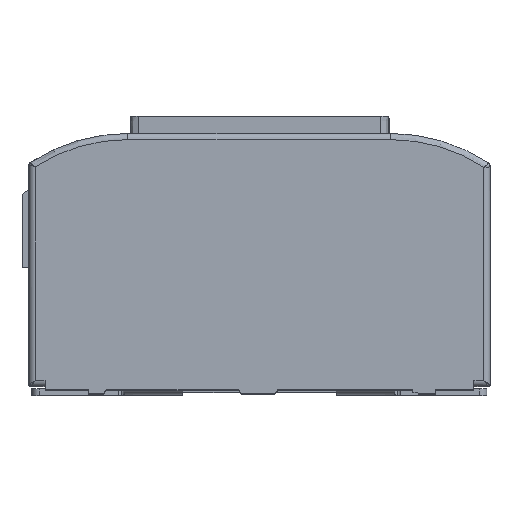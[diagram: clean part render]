
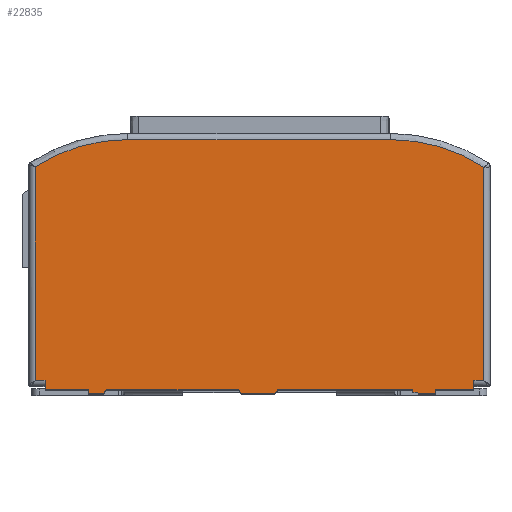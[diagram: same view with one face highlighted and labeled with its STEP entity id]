
A CAD part, top view. The second image highlights one B-rep face of the part: STEP entity #22835.
In plain terms, the highlighted face is planar.
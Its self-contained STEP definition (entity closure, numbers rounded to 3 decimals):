
#21075=CARTESIAN_POINT('',(136.7,-82.535,37.064));
#21076=DIRECTION('',(1.,0.,0.));
#21077=DIRECTION('',(0.,-0.544,-0.839));
#21078=AXIS2_PLACEMENT_3D('',#21075,#21076,#21077);
#21080=DIRECTION('',(0.,-1.,0.));
#21081=VECTOR('',#21080,6.5);
#21082=CARTESIAN_POINT('',(136.7,-136.747,82.134));
#21083=LINE('',#21082,#21081);
#21084=DIRECTION('',(0.,-1.,0.));
#21085=VECTOR('',#21084,24.75);
#21086=CARTESIAN_POINT('',(136.7,-111.997,88.134));
#21087=LINE('',#21086,#21085);
#21088=DIRECTION('',(0.,0.,-1.));
#21089=VECTOR('',#21088,2.8);
#21090=CARTESIAN_POINT('',(136.7,-111.997,90.934));
#21091=LINE('',#21090,#21089);
#21092=DIRECTION('',(0.,-1.,0.));
#21093=VECTOR('',#21092,11.5);
#21094=CARTESIAN_POINT('',(136.7,-100.497,90.934));
#21095=LINE('',#21094,#21093);
#21096=DIRECTION('',(0.,-0.581,0.814));
#21097=VECTOR('',#21096,1.229);
#21098=CARTESIAN_POINT('',(136.7,-99.783,89.934));
#21099=LINE('',#21098,#21097);
#21100=DIRECTION('',(0.,-1.,0.));
#21101=VECTOR('',#21100,2.661);
#21102=CARTESIAN_POINT('',(136.7,-97.122,89.934));
#21103=LINE('',#21102,#21101);
#21104=DIRECTION('',(0.,0.,1.));
#21105=VECTOR('',#21104,1.8);
#21106=CARTESIAN_POINT('',(136.7,-97.122,88.134));
#21107=LINE('',#21106,#21105);
#21108=DIRECTION('',(0.,-1.,0.));
#21109=VECTOR('',#21108,87.875);
#21110=CARTESIAN_POINT('',(136.7,-9.247,88.134));
#21111=LINE('',#21110,#21109);
#21112=DIRECTION('',(0.,-0.581,-0.814));
#21113=VECTOR('',#21112,3.441);
#21114=CARTESIAN_POINT('',(136.7,-7.247,90.934));
#21115=LINE('',#21114,#21113);
#21116=DIRECTION('',(0.,-1.,0.));
#21117=VECTOR('',#21116,21.7);
#21118=CARTESIAN_POINT('',(136.7,14.453,90.934));
#21119=LINE('',#21118,#21117);
#21120=DIRECTION('',(0.,-0.581,0.814));
#21121=VECTOR('',#21120,3.441);
#21122=CARTESIAN_POINT('',(136.7,16.453,88.134));
#21123=LINE('',#21122,#21121);
#21124=DIRECTION('',(0.,-1.,0.));
#21125=VECTOR('',#21124,85.8);
#21126=CARTESIAN_POINT('',(136.7,102.253,88.134));
#21127=LINE('',#21126,#21125);
#21128=DIRECTION('',(0.,-0.581,-0.814));
#21129=VECTOR('',#21128,3.441);
#21130=CARTESIAN_POINT('',(136.7,104.253,90.934));
#21131=LINE('',#21130,#21129);
#21132=DIRECTION('',(0.,-1.,0.));
#21133=VECTOR('',#21132,10.);
#21134=CARTESIAN_POINT('',(136.7,114.253,90.934));
#21135=LINE('',#21134,#21133);
#21136=DIRECTION('',(0.,0.,1.));
#21137=VECTOR('',#21136,2.8);
#21138=CARTESIAN_POINT('',(136.7,114.253,88.134));
#21139=LINE('',#21138,#21137);
#21140=DIRECTION('',(0.,-1.,0.));
#21141=VECTOR('',#21140,28.);
#21142=CARTESIAN_POINT('',(136.7,142.253,88.134));
#21143=LINE('',#21142,#21141);
#21144=DIRECTION('',(0.,-1.,0.));
#21145=VECTOR('',#21144,6.5);
#21146=CARTESIAN_POINT('',(136.7,148.752,82.134));
#21147=LINE('',#21146,#21145);
#21148=CARTESIAN_POINT('',(136.7,88.465,37.064));
#21149=DIRECTION('',(1.,0.,0.));
#21150=DIRECTION('',(0.,0.,-1.));
#21151=AXIS2_PLACEMENT_3D('',#21148,#21149,#21150);
#21153=DIRECTION('',(0.,1.,0.));
#21154=VECTOR('',#21153,171.);
#21155=CARTESIAN_POINT('',(136.7,-82.535,-74.548));
#21156=LINE('',#21155,#21154);
#21165=CARTESIAN_POINT('',(136.7,-143.248,-56.591));
#21278=DIRECTION('',(0.,0.,-1.));
#21279=VECTOR('',#21278,138.725);
#21280=CARTESIAN_POINT('',(136.7,-143.248,82.134));
#21281=LINE('',#21280,#21279);
#21377=DIRECTION('',(0.,0.,1.));
#21378=VECTOR('',#21377,138.999);
#21379=CARTESIAN_POINT('',(136.7,148.753,-56.865));
#21380=LINE('',#21379,#21378);
#21471=DIRECTION('',(0.,0.,1.));
#21472=VECTOR('',#21471,6.);
#21473=CARTESIAN_POINT('',(136.7,142.253,82.134));
#21474=LINE('',#21473,#21472);
#21535=DIRECTION('',(0.,0.,-1.));
#21536=VECTOR('',#21535,6.);
#21537=CARTESIAN_POINT('',(136.7,-136.747,88.134));
#21538=LINE('',#21537,#21536);
#22255=CARTESIAN_POINT('',(136.7,142.253,88.134));
#22256=CARTESIAN_POINT('',(136.7,114.253,88.134));
#22257=VERTEX_POINT('',#22255);
#22258=VERTEX_POINT('',#22256);
#22259=CARTESIAN_POINT('',(136.7,114.253,90.934));
#22260=VERTEX_POINT('',#22259);
#22261=CARTESIAN_POINT('',(136.7,104.253,90.934));
#22262=VERTEX_POINT('',#22261);
#22263=CARTESIAN_POINT('',(136.7,102.253,88.134));
#22264=VERTEX_POINT('',#22263);
#22265=CARTESIAN_POINT('',(136.7,16.453,88.134));
#22266=VERTEX_POINT('',#22265);
#22267=CARTESIAN_POINT('',(136.7,14.453,90.934));
#22268=VERTEX_POINT('',#22267);
#22269=CARTESIAN_POINT('',(136.7,-7.247,90.934));
#22270=VERTEX_POINT('',#22269);
#22271=CARTESIAN_POINT('',(136.7,-9.247,88.134));
#22272=VERTEX_POINT('',#22271);
#22273=CARTESIAN_POINT('',(136.7,-97.122,88.134));
#22274=VERTEX_POINT('',#22273);
#22275=CARTESIAN_POINT('',(136.7,-97.122,89.934));
#22276=VERTEX_POINT('',#22275);
#22277=CARTESIAN_POINT('',(136.7,-99.783,89.934));
#22278=VERTEX_POINT('',#22277);
#22279=CARTESIAN_POINT('',(136.7,-100.497,90.934));
#22280=VERTEX_POINT('',#22279);
#22281=CARTESIAN_POINT('',(136.7,-111.997,90.934));
#22282=VERTEX_POINT('',#22281);
#22283=CARTESIAN_POINT('',(136.7,-111.997,88.134));
#22284=VERTEX_POINT('',#22283);
#22285=CARTESIAN_POINT('',(136.7,-136.747,88.134));
#22286=VERTEX_POINT('',#22285);
#22291=CARTESIAN_POINT('',(136.7,148.752,82.134));
#22292=CARTESIAN_POINT('',(136.7,142.253,82.134));
#22293=VERTEX_POINT('',#22291);
#22294=VERTEX_POINT('',#22292);
#22299=CARTESIAN_POINT('',(136.7,88.465,-74.548));
#22300=CARTESIAN_POINT('',(136.7,148.753,-56.865));
#22301=VERTEX_POINT('',#22299);
#22302=VERTEX_POINT('',#22300);
#22303=CARTESIAN_POINT('',(136.7,-82.535,-74.548));
#22304=VERTEX_POINT('',#22303);
#22307=CARTESIAN_POINT('',(136.7,-136.747,82.134));
#22308=CARTESIAN_POINT('',(136.7,-143.248,82.134));
#22309=VERTEX_POINT('',#22307);
#22310=VERTEX_POINT('',#22308);
#22322=VERTEX_POINT('',#21165);
#22781=CARTESIAN_POINT('',(136.7,0.,0.));
#22782=DIRECTION('',(1.,0.,0.));
#22783=DIRECTION('',(0.,1.,0.));
#22784=AXIS2_PLACEMENT_3D('',#22781,#22782,#22783);
#22785=PLANE('',#22784);
#22787=ORIENTED_EDGE('',*,*,#22786,.F.);
#22789=ORIENTED_EDGE('',*,*,#22788,.F.);
#22790=ORIENTED_EDGE('',*,*,#22771,.F.);
#22792=ORIENTED_EDGE('',*,*,#22791,.F.);
#22794=ORIENTED_EDGE('',*,*,#22793,.F.);
#22796=ORIENTED_EDGE('',*,*,#22795,.F.);
#22798=ORIENTED_EDGE('',*,*,#22797,.F.);
#22800=ORIENTED_EDGE('',*,*,#22799,.F.);
#22802=ORIENTED_EDGE('',*,*,#22801,.F.);
#22804=ORIENTED_EDGE('',*,*,#22803,.F.);
#22806=ORIENTED_EDGE('',*,*,#22805,.F.);
#22808=ORIENTED_EDGE('',*,*,#22807,.F.);
#22810=ORIENTED_EDGE('',*,*,#22809,.F.);
#22812=ORIENTED_EDGE('',*,*,#22811,.F.);
#22814=ORIENTED_EDGE('',*,*,#22813,.F.);
#22816=ORIENTED_EDGE('',*,*,#22815,.F.);
#22818=ORIENTED_EDGE('',*,*,#22817,.F.);
#22820=ORIENTED_EDGE('',*,*,#22819,.F.);
#22822=ORIENTED_EDGE('',*,*,#22821,.F.);
#22824=ORIENTED_EDGE('',*,*,#22823,.F.);
#22826=ORIENTED_EDGE('',*,*,#22825,.F.);
#22828=ORIENTED_EDGE('',*,*,#22827,.F.);
#22830=ORIENTED_EDGE('',*,*,#22829,.F.);
#22832=ORIENTED_EDGE('',*,*,#22831,.F.);
#22833=EDGE_LOOP('',(#22787,#22789,#22790,#22792,#22794,#22796,#22798,#22800,
#22802,#22804,#22806,#22808,#22810,#22812,#22814,#22816,#22818,#22820,#22822,
#22824,#22826,#22828,#22830,#22832));
#22834=FACE_OUTER_BOUND('',#22833,.F.);
#21079=CIRCLE('',#21078,111.612);
#21152=CIRCLE('',#21151,111.612);
#22771=EDGE_CURVE('',#22309,#22310,#21083,.T.);
#22786=EDGE_CURVE('',#22322,#22304,#21079,.T.);
#22788=EDGE_CURVE('',#22310,#22322,#21281,.T.);
#22791=EDGE_CURVE('',#22286,#22309,#21538,.T.);
#22793=EDGE_CURVE('',#22284,#22286,#21087,.T.);
#22795=EDGE_CURVE('',#22282,#22284,#21091,.T.);
#22797=EDGE_CURVE('',#22280,#22282,#21095,.T.);
#22799=EDGE_CURVE('',#22278,#22280,#21099,.T.);
#22801=EDGE_CURVE('',#22276,#22278,#21103,.T.);
#22803=EDGE_CURVE('',#22274,#22276,#21107,.T.);
#22805=EDGE_CURVE('',#22272,#22274,#21111,.T.);
#22807=EDGE_CURVE('',#22270,#22272,#21115,.T.);
#22809=EDGE_CURVE('',#22268,#22270,#21119,.T.);
#22811=EDGE_CURVE('',#22266,#22268,#21123,.T.);
#22813=EDGE_CURVE('',#22264,#22266,#21127,.T.);
#22815=EDGE_CURVE('',#22262,#22264,#21131,.T.);
#22817=EDGE_CURVE('',#22260,#22262,#21135,.T.);
#22819=EDGE_CURVE('',#22258,#22260,#21139,.T.);
#22821=EDGE_CURVE('',#22257,#22258,#21143,.T.);
#22823=EDGE_CURVE('',#22294,#22257,#21474,.T.);
#22825=EDGE_CURVE('',#22293,#22294,#21147,.T.);
#22827=EDGE_CURVE('',#22302,#22293,#21380,.T.);
#22829=EDGE_CURVE('',#22301,#22302,#21152,.T.);
#22831=EDGE_CURVE('',#22304,#22301,#21156,.T.);
#22835=ADVANCED_FACE('',(#22834),#22785,.T.);
